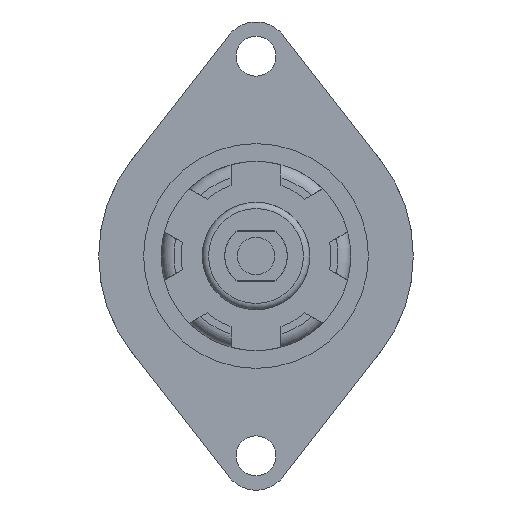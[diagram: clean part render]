
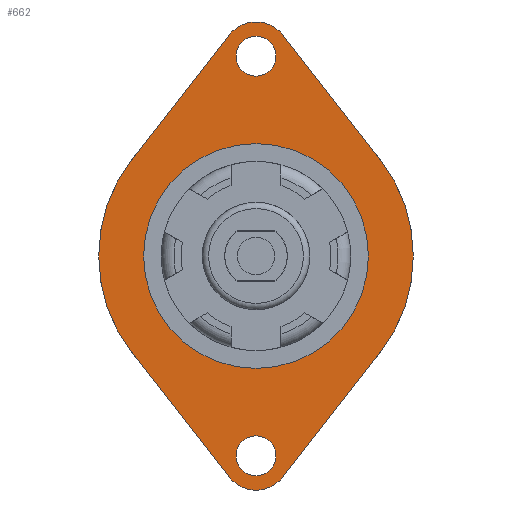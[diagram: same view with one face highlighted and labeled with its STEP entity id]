
A CAD part, left-side view. The second image highlights one B-rep face of the part: STEP entity #662.
In plain terms, the highlighted planar face has unit normal (-1, 0, 0).
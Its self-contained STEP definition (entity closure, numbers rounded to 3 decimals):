
#379=CARTESIAN_POINT('',(22.,-9.,0.));
#380=VERTEX_POINT('',#379);
#381=CARTESIAN_POINT('',(22.,0.,0.0));
#382=DIRECTION('',(1.0,0.0,0.0));
#383=DIRECTION('',(0.0,1.0,0.0));
#384=AXIS2_PLACEMENT_3D('',#381,#382,#383);
#385=CIRCLE('',#384,9.0);
#386=EDGE_CURVE('',#380,#380,#385,.T.);
#407=CARTESIAN_POINT('',(22.,-1.6,-16.));
#408=VERTEX_POINT('',#407);
#409=CARTESIAN_POINT('',(22.,0.,-16.));
#410=DIRECTION('',(1.0,0.0,0.0));
#411=DIRECTION('',(0.0,1.0,0.0));
#412=AXIS2_PLACEMENT_3D('',#409,#410,#411);
#413=CIRCLE('',#412,1.6);
#414=EDGE_CURVE('',#408,#408,#413,.T.);
#427=CARTESIAN_POINT('',(22.,-1.6,16.));
#428=VERTEX_POINT('',#427);
#429=CARTESIAN_POINT('',(22.,0.,16.));
#430=DIRECTION('',(1.0,0.0,0.0));
#431=DIRECTION('',(0.0,1.0,0.0));
#432=AXIS2_PLACEMENT_3D('',#429,#430,#431);
#433=CIRCLE('',#432,1.6);
#434=EDGE_CURVE('',#428,#428,#433,.T.);
#447=CARTESIAN_POINT('',(22.,2.167,17.693));
#448=VERTEX_POINT('',#447);
#449=CARTESIAN_POINT('',(22.,-2.167,17.693));
#450=VERTEX_POINT('',#449);
#451=CARTESIAN_POINT('',(22.,0.,16.));
#452=DIRECTION('',(1.0,0.0,0.0));
#453=DIRECTION('',(0.0,0.788,-0.616));
#454=AXIS2_PLACEMENT_3D('',#451,#452,#453);
#455=CIRCLE('',#454,2.75);
#456=EDGE_CURVE('',#448,#450,#455,.T.);
#479=CARTESIAN_POINT('',(22.,-9.929,7.757));
#480=VERTEX_POINT('',#479);
#481=CARTESIAN_POINT('',(22.,-2.167,17.693));
#482=DIRECTION('',(0.0,-0.616,-0.788));
#483=VECTOR('',#482,12.609);
#484=LINE('',#481,#483);
#485=EDGE_CURVE('',#450,#480,#484,.T.);
#503=CARTESIAN_POINT('',(22.,-9.929,-7.757));
#504=VERTEX_POINT('',#503);
#505=CARTESIAN_POINT('',(22.,0.,0.0));
#506=DIRECTION('',(1.0,0.0,0.0));
#507=DIRECTION('',(0.0,0.788,0.616));
#508=AXIS2_PLACEMENT_3D('',#505,#506,#507);
#509=CIRCLE('',#508,12.6);
#510=EDGE_CURVE('',#480,#504,#509,.T.);
#528=CARTESIAN_POINT('',(22.,-2.167,-17.693));
#529=VERTEX_POINT('',#528);
#530=CARTESIAN_POINT('',(22.,-9.929,-7.757));
#531=DIRECTION('',(0.0,0.616,-0.788));
#532=VECTOR('',#531,12.609);
#533=LINE('',#530,#532);
#534=EDGE_CURVE('',#504,#529,#533,.T.);
#552=CARTESIAN_POINT('',(22.,2.167,-17.693));
#553=VERTEX_POINT('',#552);
#554=CARTESIAN_POINT('',(22.,0.,-16.));
#555=DIRECTION('',(1.0,0.0,0.0));
#556=DIRECTION('',(0.0,-0.788,0.616));
#557=AXIS2_PLACEMENT_3D('',#554,#555,#556);
#558=CIRCLE('',#557,2.75);
#559=EDGE_CURVE('',#529,#553,#558,.T.);
#577=CARTESIAN_POINT('',(22.,9.929,-7.757));
#578=VERTEX_POINT('',#577);
#579=CARTESIAN_POINT('',(22.,2.167,-17.693));
#580=DIRECTION('',(0.0,0.616,0.788));
#581=VECTOR('',#580,12.609);
#582=LINE('',#579,#581);
#583=EDGE_CURVE('',#553,#578,#582,.T.);
#601=CARTESIAN_POINT('',(22.,9.929,7.757));
#602=VERTEX_POINT('',#601);
#603=CARTESIAN_POINT('',(22.,0.,0.0));
#604=DIRECTION('',(1.0,0.0,0.0));
#605=DIRECTION('',(0.0,-0.788,-0.616));
#606=AXIS2_PLACEMENT_3D('',#603,#604,#605);
#607=CIRCLE('',#606,12.6);
#608=EDGE_CURVE('',#578,#602,#607,.T.);
#626=CARTESIAN_POINT('',(22.,9.929,7.757));
#627=DIRECTION('',(0.0,-0.616,0.788));
#628=VECTOR('',#627,12.609);
#629=LINE('',#626,#628);
#630=EDGE_CURVE('',#602,#448,#629,.T.);
#638=CARTESIAN_POINT('',(22.,0.,0.));
#639=DIRECTION('',(-1.0,0.0,0.0));
#640=DIRECTION('',(0.0,-1.0,0.0));
#641=AXIS2_PLACEMENT_3D('',#638,#639,#640);
#642=PLANE('',#641);
#643=ORIENTED_EDGE('',*,*,#456,.F.);
#644=ORIENTED_EDGE('',*,*,#630,.F.);
#645=ORIENTED_EDGE('',*,*,#608,.F.);
#646=ORIENTED_EDGE('',*,*,#583,.F.);
#647=ORIENTED_EDGE('',*,*,#559,.F.);
#648=ORIENTED_EDGE('',*,*,#534,.F.);
#649=ORIENTED_EDGE('',*,*,#510,.F.);
#650=ORIENTED_EDGE('',*,*,#485,.F.);
#651=EDGE_LOOP('',(#643,#644,#645,#646,#647,#648,#649,#650));
#652=FACE_OUTER_BOUND('',#651,.T.);
#653=ORIENTED_EDGE('',*,*,#386,.T.);
#654=EDGE_LOOP('',(#653));
#655=FACE_BOUND('',#654,.T.);
#656=ORIENTED_EDGE('',*,*,#414,.T.);
#657=EDGE_LOOP('',(#656));
#658=FACE_BOUND('',#657,.T.);
#659=ORIENTED_EDGE('',*,*,#434,.T.);
#660=EDGE_LOOP('',(#659));
#661=FACE_BOUND('',#660,.T.);
#662=ADVANCED_FACE('',(#652,#655,#658,#661),#642,.T.);
